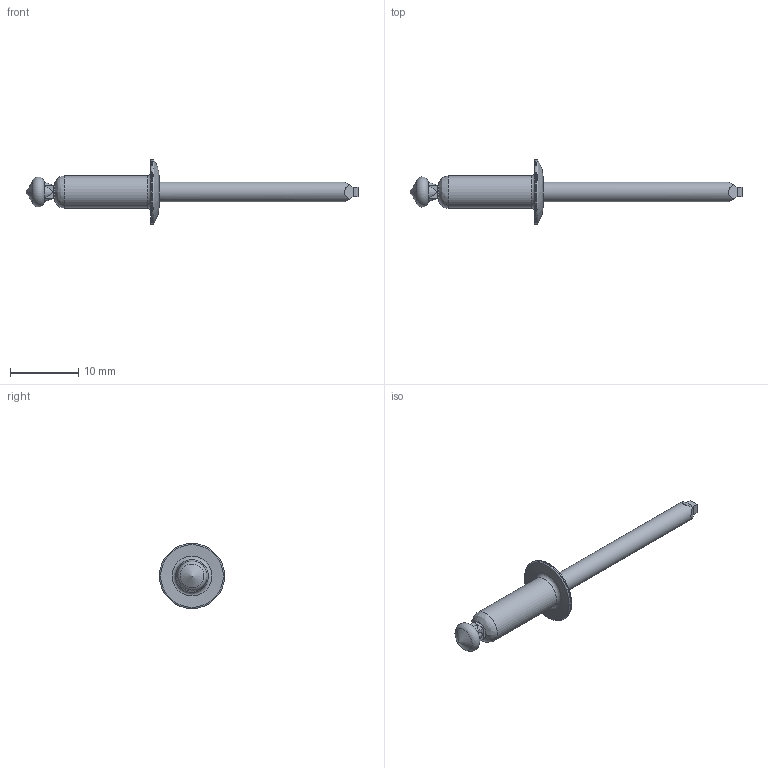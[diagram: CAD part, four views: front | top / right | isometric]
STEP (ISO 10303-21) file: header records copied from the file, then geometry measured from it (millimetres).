
FILE_DESCRIPTION(/* description */ (''),/* implementation_level */ '2;1');
FILE_NAME(/* name */ 'SSD66SSBS.stp',/* time_stamp */ '2022-07-15T10:22:49-05:00',/* author */ ('axd0330'),/* organization */ (''),/* preprocessor_version */ 'ST-DEVELOPER v16.5',/* originating_system */ 'Autodesk Inventor 2017',/* authorisation */ '');
FILE_SCHEMA (('AUTOMOTIVE_DESIGN { 1 0 10303 214 3 1 1 }'));
Length unit declared in the file: inch
Products named in the file (3): SSD66SSBS; SSD62D; MBS610145_E
Assembly tree (2 placements, depth 2):
  SSD66SSBS
    SSD62D
    MBS610145_E
Bounding box: 48.53 x 9.53 x 9.53 mm (x, y, z)
Volume: 499.4 mm3; surface area: 956.6 mm2
Topology: 2 solids, 2 shells, 73 faces, 181 edges, 114 vertices
Faces by surface type: plane 27, bspline 16, torus 13, cylinder 11, cone 6
Full cylindrical faces by diameter (mm): 2.819 x1, 2.896 x1, 3.353 x1, 4.775 x1, 9.525 x1
Entity records: 2592 total; most frequent: CARTESIAN_POINT 890, DIRECTION 340, ORIENTED_EDGE 328, EDGE_CURVE 164, AXIS2_PLACEMENT_3D 144, VERTEX_POINT 110, EDGE_LOOP 90, FACE_OUTER_BOUND 73
